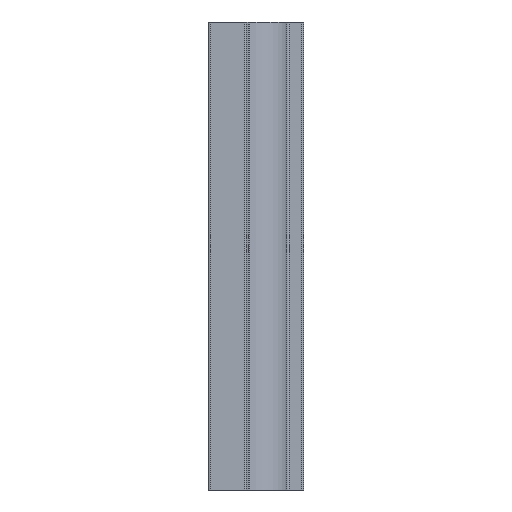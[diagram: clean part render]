
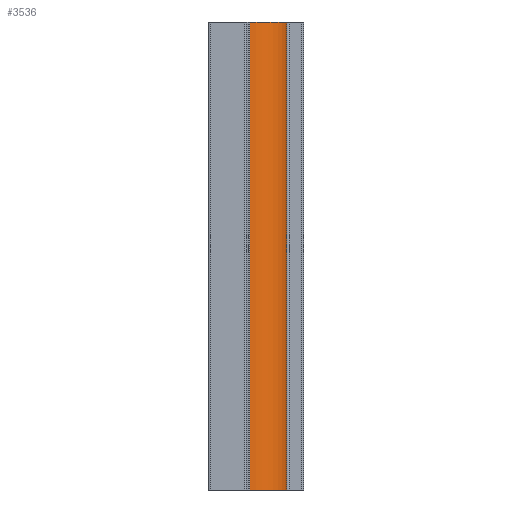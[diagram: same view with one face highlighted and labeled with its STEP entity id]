
A CAD part, left-side view. The second image highlights one B-rep face of the part: STEP entity #3536.
In plain terms, the highlighted cylindrical face has radius 7.1 mm (diameter 14.2 mm), a partial arc.
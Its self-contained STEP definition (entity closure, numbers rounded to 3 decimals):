
#150=CYLINDRICAL_SURFACE('',#3863,7.1);
#311=CIRCLE('',#3864,7.1);
#312=CIRCLE('',#3865,7.1);
#693=ORIENTED_EDGE('',*,*,#1603,.T.);
#694=ORIENTED_EDGE('',*,*,#1604,.F.);
#695=ORIENTED_EDGE('',*,*,#1605,.F.);
#696=ORIENTED_EDGE('',*,*,#1601,.T.);
#1601=EDGE_CURVE('',#2037,#2036,#2313,.T.);
#1603=EDGE_CURVE('',#2036,#2038,#311,.T.);
#1604=EDGE_CURVE('',#2039,#2038,#2314,.T.);
#1605=EDGE_CURVE('',#2037,#2039,#312,.T.);
#2036=VERTEX_POINT('',#5998);
#2037=VERTEX_POINT('',#6000);
#2038=VERTEX_POINT('',#6004);
#2039=VERTEX_POINT('',#6006);
#2313=LINE('',#5999,#2568);
#2314=LINE('',#6005,#2569);
#2568=VECTOR('',#4524,1000.);
#2569=VECTOR('',#4531,1000.);
#2798=EDGE_LOOP('',(#693,#694,#695,#696));
#3141=FACE_BOUND('',#2798,.T.);
#3536=ADVANCED_FACE('',(#3141),#150,.T.);
#3863=AXIS2_PLACEMENT_3D('',#6002,#4527,#4528);
#3864=AXIS2_PLACEMENT_3D('',#6003,#4529,#4530);
#3865=AXIS2_PLACEMENT_3D('',#6007,#4532,#4533);
#4524=DIRECTION('',(0.,0.,-1.));
#4527=DIRECTION('',(0.,0.,-1.));
#4528=DIRECTION('',(-1.,0.,0.));
#4529=DIRECTION('',(0.,0.,1.));
#4530=DIRECTION('',(1.,0.,0.));
#4531=DIRECTION('',(0.,0.,-1.));
#4532=DIRECTION('',(0.,0.,1.));
#4533=DIRECTION('',(1.,0.,0.));
#5998=CARTESIAN_POINT('',(18.368,2.95,0.));
#5999=CARTESIAN_POINT('',(18.368,2.95,82.5));
#6000=CARTESIAN_POINT('',(18.368,2.95,82.5));
#6002=CARTESIAN_POINT('',(16.5,9.8,82.5));
#6003=CARTESIAN_POINT('',(16.5,9.8,0.));
#6004=CARTESIAN_POINT('',(23.594,9.516,0.));
#6005=CARTESIAN_POINT('',(23.594,9.516,82.5));
#6006=CARTESIAN_POINT('',(23.594,9.516,82.5));
#6007=CARTESIAN_POINT('',(16.5,9.8,82.5));
